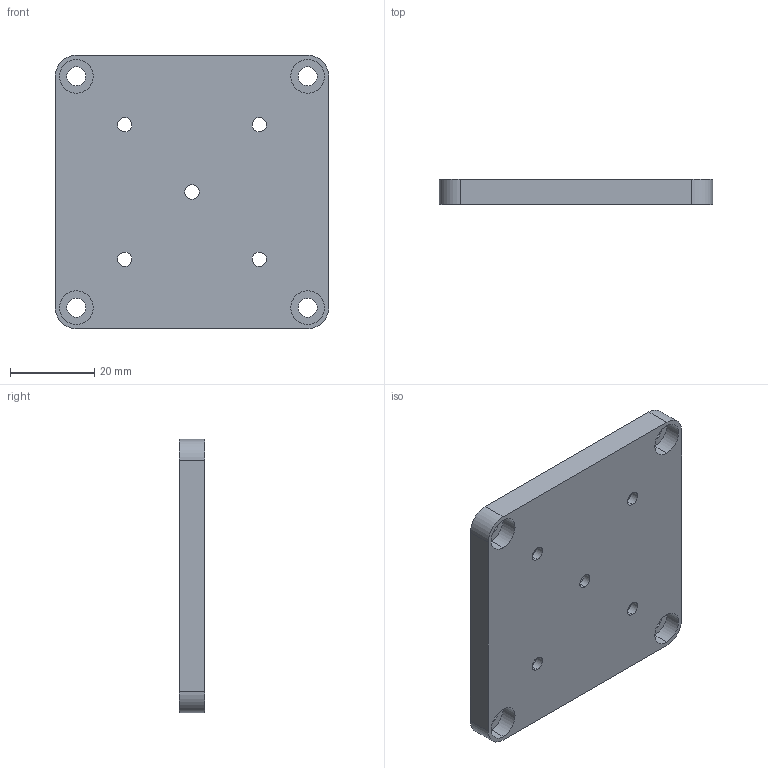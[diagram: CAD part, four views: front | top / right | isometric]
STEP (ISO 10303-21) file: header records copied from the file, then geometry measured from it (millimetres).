
FILE_DESCRIPTION (( 'STEP AP214' ), '1' );
FILE_NAME ('D1102247 - Stage to Clamp Coupling Piece - v1.STEP', '2012-12-20T12:44:44', ( 'IGR Group' ), ( '' ), 'SwSTEP 2.0', 'SolidWorks 2012', '' );
FILE_SCHEMA (( 'AUTOMOTIVE_DESIGN' ));
Length unit declared in the file: millimetre
Products named in the file (1): D1102247 - Stage to Clamp Coupling Piece - v1
Bounding box: 65 x 6 x 65 mm (x, y, z)
Volume: 23535.3 mm3; surface area: 10728 mm2
Topology: 1 solids, 1 shells, 55 faces, 132 edges, 88 vertices
Faces by surface type: cylinder 40, plane 15
Entity records: 1716 total; most frequent: DIRECTION 324, CARTESIAN_POINT 276, ORIENTED_EDGE 264, AXIS2_PLACEMENT_3D 136, EDGE_CURVE 132, VERTEX_POINT 88, EDGE_LOOP 82, CIRCLE 80
